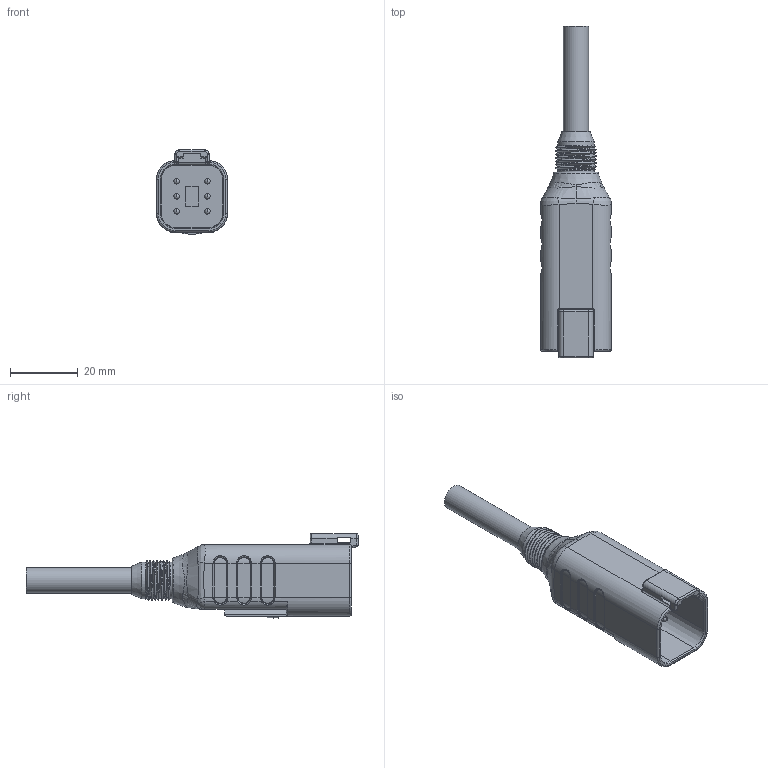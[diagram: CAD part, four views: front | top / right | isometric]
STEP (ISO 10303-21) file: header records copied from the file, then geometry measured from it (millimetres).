
FILE_DESCRIPTION(/* description */ (''),/* implementation_level */ '2;1');
FILE_NAME(/* name */ '5037611_MA-DT04-6PG-m_25_01_2023.stp',/* time_stamp */ '2023-01-25T13:51:19+01:00',/* author */ ('ESCHA GmbH & Co. KG'),/* organization */ ('ESCHA GmbH & Co. KG'),/* preprocessor_version */ 'ST-DEVELOPER v16',/* originating_system */ 'SIEMENS PLM Software NX 10.0',/* authorisation */ '');
FILE_SCHEMA (('AUTOMOTIVE_DESIGN { 1 0 10303 214 3 1 1 1 }'));
Length unit declared in the file: millimetre
Products named in the file (1): 6000468_UMSPRITZEN_part_404612
Bounding box: 21 x 98.25 x 25.02 mm (x, y, z)
Volume: 16631.3 mm3; surface area: 7740.9 mm2
Topology: 1 solids, 1 shells, 398 faces, 993 edges, 583 vertices
Faces by surface type: cylinder 121, plane 97, bspline 84, torus 63, sphere 18, cone 15
Full cylindrical faces by diameter (mm): 7.5 x1, 10.77 x8
Entity records: 16825 total; most frequent: CARTESIAN_POINT 8129, ORIENTED_EDGE 1886, DIRECTION 1760, EDGE_CURVE 943, AXIS2_PLACEMENT_3D 708, VERTEX_POINT 566, EDGE_LOOP 407, ADVANCED_FACE 391
